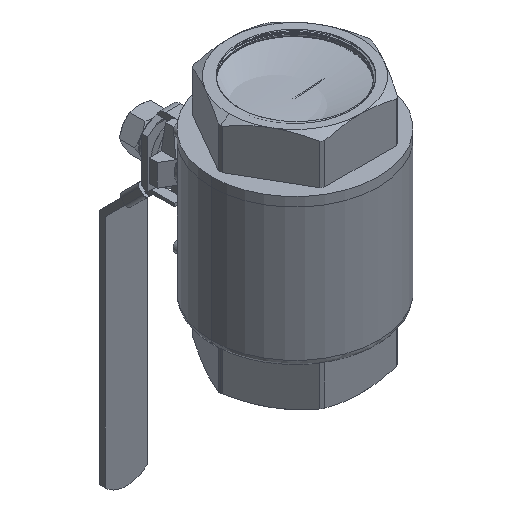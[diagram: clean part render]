
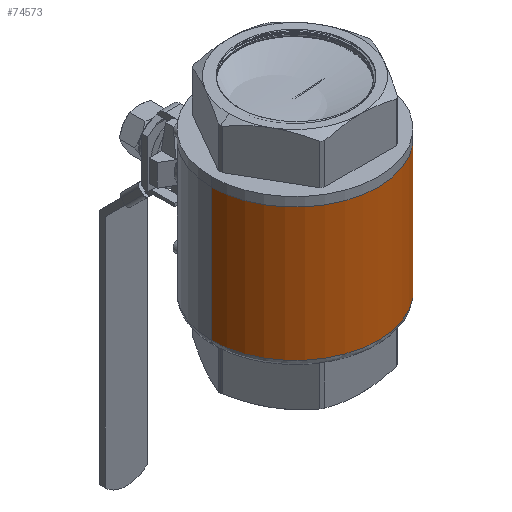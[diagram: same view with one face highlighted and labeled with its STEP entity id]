
A CAD part, isometric view. The second image highlights one B-rep face of the part: STEP entity #74573.
In plain terms, the highlighted cylindrical face has radius 82.75 mm (diameter 165.5 mm), a partial arc.
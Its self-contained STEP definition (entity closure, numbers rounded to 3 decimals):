
#1264 = EDGE_LOOP ( 'NONE', ( #71887, #45602, #24334, #79909 ) ) ;
#5771 = EDGE_CURVE ( 'NONE', #73567, #39257, #20802, .T. ) ;
#6346 = EDGE_CURVE ( 'NONE', #15440, #75464, #32459, .T. ) ;
#8658 = VECTOR ( 'NONE', #33314, 1000. ) ;
#12765 = CARTESIAN_POINT ( 'NONE',  ( 0., 0., -72. ) ) ;
#15440 = VERTEX_POINT ( 'NONE', #85052 ) ;
#19334 = DIRECTION ( 'NONE',  ( 1., 0., 0. ) ) ;
#20701 = CARTESIAN_POINT ( 'NONE',  ( 82.75, 0., -65. ) ) ;
#20802 = LINE ( 'NONE', #74264, #8658 ) ;
#24334 = ORIENTED_EDGE ( 'NONE', *, *, #5771, .T. ) ;
#24624 = CARTESIAN_POINT ( 'NONE',  ( 0., 0., -65. ) ) ;
#30834 = CARTESIAN_POINT ( 'NONE',  ( 82.75, 0., 66.5 ) ) ;
#32459 = LINE ( 'NONE', #59200, #70211 ) ;
#33314 = DIRECTION ( 'NONE',  ( 0., 0., 1. ) ) ;
#34987 = AXIS2_PLACEMENT_3D ( 'NONE', #24624, #51350, #78089 ) ;
#38987 = EDGE_CURVE ( 'NONE', #39257, #75464, #57322, .T. ) ;
#39257 = VERTEX_POINT ( 'NONE', #30834 ) ;
#40565 = AXIS2_PLACEMENT_3D ( 'NONE', #77733, #50554, #43546 ) ;
#43546 = DIRECTION ( 'NONE',  ( 1., 0., 0. ) ) ;
#45602 = ORIENTED_EDGE ( 'NONE', *, *, #70555, .T. ) ;
#50387 = CIRCLE ( 'NONE', #34987, 82.75 ) ;
#50554 = DIRECTION ( 'NONE',  ( 0., 0., -1. ) ) ;
#51350 = DIRECTION ( 'NONE',  ( 0., 0., 1. ) ) ;
#53269 = AXIS2_PLACEMENT_3D ( 'NONE', #12765, #59633, #19334 ) ;
#57322 = CIRCLE ( 'NONE', #40565, 82.75 ) ;
#59200 = CARTESIAN_POINT ( 'NONE',  ( -82.75, 0., -72. ) ) ;
#59205 = CYLINDRICAL_SURFACE ( 'NONE', #53269, 82.75 ) ;
#59633 = DIRECTION ( 'NONE',  ( 0., 0., 1. ) ) ;
#60057 = FACE_OUTER_BOUND ( 'NONE', #1264, .T. ) ;
#70211 = VECTOR ( 'NONE', #85919, 1000. ) ;
#70555 = EDGE_CURVE ( 'NONE', #15440, #73567, #50387, .T. ) ;
#71887 = ORIENTED_EDGE ( 'NONE', *, *, #6346, .F. ) ;
#73567 = VERTEX_POINT ( 'NONE', #20701 ) ;
#74264 = CARTESIAN_POINT ( 'NONE',  ( 82.75, 0., -72. ) ) ;
#74573 = ADVANCED_FACE ( 'NONE', ( #60057 ), #59205, .T. ) ;
#75147 = CARTESIAN_POINT ( 'NONE',  ( -82.75, 0., 66.5 ) ) ;
#75464 = VERTEX_POINT ( 'NONE', #75147 ) ;
#77733 = CARTESIAN_POINT ( 'NONE',  ( 0., 0., 66.5 ) ) ;
#78089 = DIRECTION ( 'NONE',  ( 1., 0., 0. ) ) ;
#79909 = ORIENTED_EDGE ( 'NONE', *, *, #38987, .T. ) ;
#85052 = CARTESIAN_POINT ( 'NONE',  ( -82.75, 0., -65. ) ) ;
#85919 = DIRECTION ( 'NONE',  ( 0., 0., 1. ) ) ;
